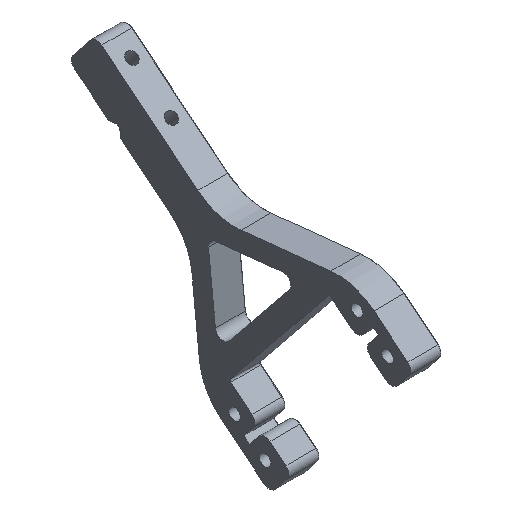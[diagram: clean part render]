
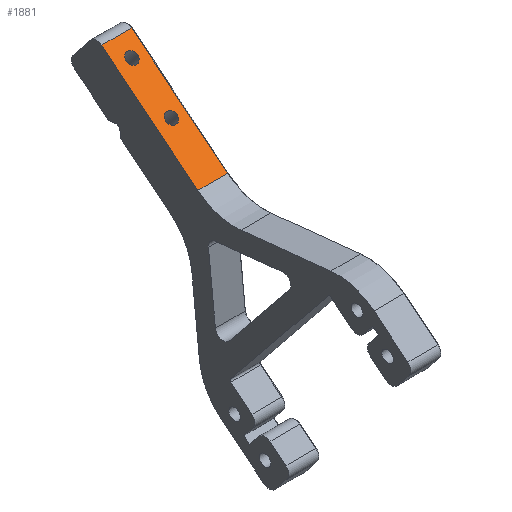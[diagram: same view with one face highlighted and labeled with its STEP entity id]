
A CAD part, isometric view. The second image highlights one B-rep face of the part: STEP entity #1881.
In plain terms, the highlighted planar face has unit normal (0, -0.629, 0.777).
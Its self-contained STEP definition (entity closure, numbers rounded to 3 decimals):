
#168=CIRCLE('',#2060,1.45);
#172=CIRCLE('',#2068,1.45);
#531=ORIENTED_EDGE('',*,*,#920,.T.);
#532=ORIENTED_EDGE('',*,*,#928,.T.);
#533=ORIENTED_EDGE('',*,*,#929,.T.);
#534=ORIENTED_EDGE('',*,*,#930,.T.);
#535=ORIENTED_EDGE('',*,*,#918,.T.);
#536=ORIENTED_EDGE('',*,*,#931,.T.);
#918=EDGE_CURVE('',#1104,#1103,#1274,.T.);
#920=EDGE_CURVE('',#1105,#1105,#168,.F.);
#928=EDGE_CURVE('',#1103,#1110,#1278,.F.);
#929=EDGE_CURVE('',#1110,#1111,#1279,.T.);
#930=EDGE_CURVE('',#1111,#1104,#1280,.F.);
#931=EDGE_CURVE('',#1112,#1112,#172,.F.);
#1103=VERTEX_POINT('',#3085);
#1104=VERTEX_POINT('',#3087);
#1105=VERTEX_POINT('',#3091);
#1110=VERTEX_POINT('',#3109);
#1111=VERTEX_POINT('',#3113);
#1112=VERTEX_POINT('',#3116);
#1274=LINE('',#3086,#1443);
#1278=LINE('',#3110,#1447);
#1279=LINE('',#3112,#1448);
#1280=LINE('',#3114,#1449);
#1443=VECTOR('',#2533,1000.);
#1447=VECTOR('',#2555,1000.);
#1448=VECTOR('',#2558,1000.);
#1449=VECTOR('',#2559,1000.);
#1572=EDGE_LOOP('',(#531));
#1573=EDGE_LOOP('',(#532,#533,#534,#535));
#1574=EDGE_LOOP('',(#536));
#1704=FACE_BOUND('',#1572,.T.);
#1705=FACE_BOUND('',#1573,.T.);
#1706=FACE_BOUND('',#1574,.T.);
#1784=PLANE('',#2067);
#1881=ADVANCED_FACE('',(#1704,#1705,#1706),#1784,.T.);
#2060=AXIS2_PLACEMENT_3D('',#3090,#2538,#2539);
#2067=AXIS2_PLACEMENT_3D('',#3111,#2556,#2557);
#2068=AXIS2_PLACEMENT_3D('',#3115,#2560,#2561);
#2533=DIRECTION('',(1.,0.,0.));
#2538=DIRECTION('',(0.,-0.629,0.777));
#2539=DIRECTION('',(0.,-0.777,-0.629));
#2555=DIRECTION('',(0.,-0.777,-0.629));
#2556=DIRECTION('',(0.,-0.629,0.777));
#2557=DIRECTION('',(0.,-0.777,-0.629));
#2558=DIRECTION('',(-1.,0.,0.));
#2559=DIRECTION('',(0.,0.777,0.629));
#2560=DIRECTION('',(0.,-0.629,0.777));
#2561=DIRECTION('',(0.,-0.777,-0.629));
#3085=CARTESIAN_POINT('',(279.283,500.661,-435.435));
#3086=CARTESIAN_POINT('',(250.347,500.661,-435.435));
#3087=CARTESIAN_POINT('',(271.683,500.661,-435.435));
#3090=CARTESIAN_POINT('',(275.683,511.361,-426.77));
#3091=CARTESIAN_POINT('',(275.683,510.234,-427.683));
#3109=CARTESIAN_POINT('',(279.283,525.156,-415.6));
#3110=CARTESIAN_POINT('',(279.283,525.156,-415.6));
#3111=CARTESIAN_POINT('',(250.347,528.828,-412.626));
#3112=CARTESIAN_POINT('',(271.683,525.156,-415.6));
#3113=CARTESIAN_POINT('',(271.683,525.156,-415.6));
#3114=CARTESIAN_POINT('',(271.683,462.104,-466.658));
#3115=CARTESIAN_POINT('',(275.683,521.468,-418.585));
#3116=CARTESIAN_POINT('',(275.683,520.342,-419.498));
